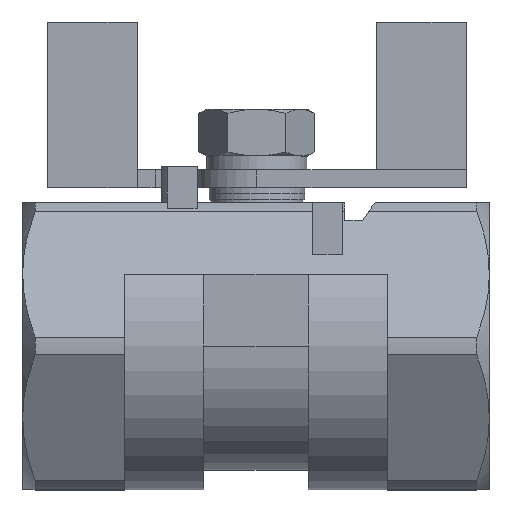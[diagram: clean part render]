
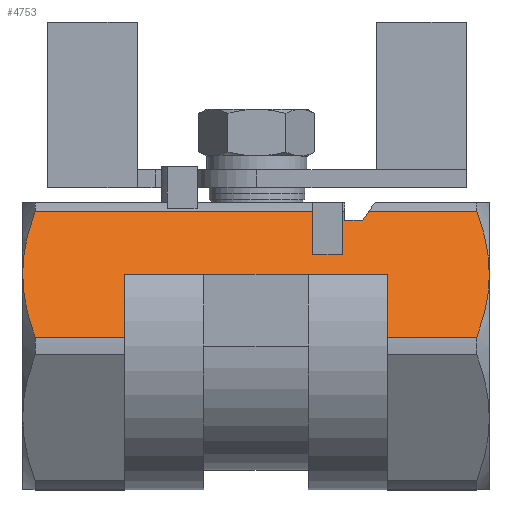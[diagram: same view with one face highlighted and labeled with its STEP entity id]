
A CAD part, top view. The second image highlights one B-rep face of the part: STEP entity #4753.
In plain terms, the highlighted planar face has unit normal (0, 0.5, 0.866).
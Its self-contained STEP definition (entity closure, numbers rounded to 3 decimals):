
#189=B_SPLINE_CURVE_WITH_KNOTS('',3,(#24225,#24226,#24227,#24228),
 .UNSPECIFIED.,.F.,.F.,(4,4),(0.,0.012),
 .UNSPECIFIED.);
#190=B_SPLINE_CURVE_WITH_KNOTS('',3,(#24233,#24234,#24235,#24236),
 .UNSPECIFIED.,.F.,.F.,(4,4),(0.,0.012),
 .UNSPECIFIED.);
#200=B_SPLINE_CURVE_WITH_KNOTS('',3,(#24284,#24285,#24286,#24287),
 .UNSPECIFIED.,.F.,.F.,(4,4),(0.,0.012),.UNSPECIFIED.);
#204=B_SPLINE_CURVE_WITH_KNOTS('',3,(#24329,#24330,#24331,#24332),
 .UNSPECIFIED.,.F.,.F.,(4,4),(0.,0.012),
 .UNSPECIFIED.);
#1871=ORIENTED_EDGE('',*,*,#2839,.F.);
#1872=ORIENTED_EDGE('',*,*,#2681,.T.);
#1873=ORIENTED_EDGE('',*,*,#2684,.T.);
#1874=ORIENTED_EDGE('',*,*,#2678,.T.);
#1875=ORIENTED_EDGE('',*,*,#2842,.F.);
#1876=ORIENTED_EDGE('',*,*,#2817,.T.);
#1877=ORIENTED_EDGE('',*,*,#2819,.T.);
#1878=ORIENTED_EDGE('',*,*,#2847,.F.);
#1879=ORIENTED_EDGE('',*,*,#2798,.T.);
#1880=ORIENTED_EDGE('',*,*,#2848,.T.);
#1881=ORIENTED_EDGE('',*,*,#2766,.T.);
#1882=ORIENTED_EDGE('',*,*,#2849,.T.);
#1883=ORIENTED_EDGE('',*,*,#2784,.F.);
#1884=ORIENTED_EDGE('',*,*,#2850,.F.);
#1885=ORIENTED_EDGE('',*,*,#2851,.T.);
#1886=ORIENTED_EDGE('',*,*,#2831,.T.);
#1887=ORIENTED_EDGE('',*,*,#2838,.F.);
#1888=ORIENTED_EDGE('',*,*,#2687,.F.);
#1889=ORIENTED_EDGE('',*,*,#2698,.F.);
#1890=ORIENTED_EDGE('',*,*,#2695,.F.);
#2678=EDGE_CURVE('',#3300,#3301,#3565,.T.);
#2681=EDGE_CURVE('',#3302,#3303,#3567,.T.);
#2684=EDGE_CURVE('',#3303,#3300,#3569,.T.);
#2687=EDGE_CURVE('',#3306,#3307,#3572,.T.);
#2695=EDGE_CURVE('',#3314,#3315,#3576,.T.);
#2698=EDGE_CURVE('',#3315,#3306,#3579,.T.);
#2766=EDGE_CURVE('',#3370,#3361,#3624,.T.);
#2784=EDGE_CURVE('',#3387,#3388,#3627,.T.);
#2798=EDGE_CURVE('',#3393,#3395,#3635,.T.);
#2817=EDGE_CURVE('',#3402,#3373,#189,.T.);
#2819=EDGE_CURVE('',#3373,#3403,#190,.T.);
#2831=EDGE_CURVE('',#3379,#3407,#200,.T.);
#2838=EDGE_CURVE('',#3307,#3407,#3645,.T.);
#2839=EDGE_CURVE('',#3302,#3314,#3646,.T.);
#2842=EDGE_CURVE('',#3402,#3301,#3649,.T.);
#2847=EDGE_CURVE('',#3393,#3403,#3654,.T.);
#2848=EDGE_CURVE('',#3395,#3370,#3655,.T.);
#2849=EDGE_CURVE('',#3361,#3388,#3656,.T.);
#2850=EDGE_CURVE('',#3410,#3387,#3657,.T.);
#2851=EDGE_CURVE('',#3410,#3379,#204,.T.);
#3300=VERTEX_POINT('',#23915);
#3301=VERTEX_POINT('',#23916);
#3302=VERTEX_POINT('',#23921);
#3303=VERTEX_POINT('',#23922);
#3306=VERTEX_POINT('',#23932);
#3307=VERTEX_POINT('',#23934);
#3314=VERTEX_POINT('',#23955);
#3315=VERTEX_POINT('',#23957);
#3361=VERTEX_POINT('',#24077);
#3370=VERTEX_POINT('',#24096);
#3373=VERTEX_POINT('',#24114);
#3379=VERTEX_POINT('',#24127);
#3387=VERTEX_POINT('',#24144);
#3388=VERTEX_POINT('',#24146);
#3393=VERTEX_POINT('',#24166);
#3395=VERTEX_POINT('',#24170);
#3402=VERTEX_POINT('',#24220);
#3403=VERTEX_POINT('',#24231);
#3407=VERTEX_POINT('',#24282);
#3410=VERTEX_POINT('',#24328);
#3565=LINE('',#23914,#3812);
#3567=LINE('',#23920,#3814);
#3569=LINE('',#23926,#3816);
#3572=LINE('',#23933,#3819);
#3576=LINE('',#23956,#3823);
#3579=LINE('',#23961,#3826);
#3624=LINE('',#24106,#3871);
#3627=LINE('',#24145,#3874);
#3635=LINE('',#24171,#3882);
#3645=LINE('',#24311,#3892);
#3646=LINE('',#24313,#3893);
#3649=LINE('',#24316,#3896);
#3654=LINE('',#24324,#3901);
#3655=LINE('',#24325,#3902);
#3656=LINE('',#24326,#3903);
#3657=LINE('',#24327,#3904);
#3812=VECTOR('',#5721,1000.);
#3814=VECTOR('',#5727,1000.);
#3816=VECTOR('',#5733,1000.);
#3819=VECTOR('',#5738,1000.);
#3823=VECTOR('',#5748,1000.);
#3826=VECTOR('',#5753,1000.);
#3871=VECTOR('',#5888,1000.);
#3874=VECTOR('',#5929,1000.);
#3882=VECTOR('',#5957,1000.);
#3892=VECTOR('',#6023,1000.);
#3893=VECTOR('',#6026,1000.);
#3896=VECTOR('',#6029,1000.);
#3901=VECTOR('',#6040,1000.);
#3902=VECTOR('',#6041,1000.);
#3903=VECTOR('',#6042,1000.);
#3904=VECTOR('',#6043,1000.);
#4147=EDGE_LOOP('',(#1871,#1872,#1873,#1874,#1875,#1876,#1877,#1878,#1879,
#1880,#1881,#1882,#1883,#1884,#1885,#1886,#1887,#1888,#1889,#1890));
#4412=FACE_BOUND('',#4147,.T.);
#4537=PLANE('',#5161);
#4753=ADVANCED_FACE('',(#4412),#4537,.F.);
#5161=AXIS2_PLACEMENT_3D('',#24323,#6038,#6039);
#5721=DIRECTION('',(0.,0.866,-0.5));
#5727=DIRECTION('',(0.,-0.866,0.5));
#5733=DIRECTION('',(-1.,0.,0.));
#5738=DIRECTION('',(0.518,0.741,-0.428));
#5748=DIRECTION('',(0.,-0.866,0.5));
#5753=DIRECTION('',(1.,0.,0.));
#5888=DIRECTION('',(1.,0.,0.));
#5929=DIRECTION('',(0.,0.866,-0.5));
#5957=DIRECTION('',(0.,0.866,-0.5));
#6023=DIRECTION('',(1.,0.,0.));
#6026=DIRECTION('',(1.,0.,0.));
#6029=DIRECTION('',(1.,0.,0.));
#6038=DIRECTION('',(0.,-0.5,-0.866));
#6039=DIRECTION('',(0.,-0.866,0.5));
#6040=DIRECTION('',(-1.,0.,0.));
#6041=DIRECTION('',(1.,0.,0.));
#6042=DIRECTION('',(1.,0.,0.));
#6043=DIRECTION('',(-1.,0.,0.));
#23914=CARTESIAN_POINT('',(9.3,0.,27.713));
#23915=CARTESIAN_POINT('',(9.3,15.34,18.856));
#23916=CARTESIAN_POINT('',(9.3,22.522,14.71));
#23920=CARTESIAN_POINT('',(14.3,0.,27.713));
#23921=CARTESIAN_POINT('',(14.3,22.522,14.71));
#23922=CARTESIAN_POINT('',(14.3,15.34,18.856));
#23926=CARTESIAN_POINT('',(-39.15,15.34,18.856));
#23932=CARTESIAN_POINT('',(17.65,21.,15.588));
#23933=CARTESIAN_POINT('',(-8.364,-16.163,37.044));
#23934=CARTESIAN_POINT('',(18.715,22.522,14.71));
#23955=CARTESIAN_POINT('',(14.65,22.522,14.71));
#23956=CARTESIAN_POINT('',(14.65,0.,27.713));
#23957=CARTESIAN_POINT('',(14.65,21.,15.588));
#23961=CARTESIAN_POINT('',(-39.15,21.,15.588));
#24077=CARTESIAN_POINT('',(8.6,12.,20.785));
#24096=CARTESIAN_POINT('',(-8.9,12.,20.785));
#24106=CARTESIAN_POINT('',(-8.9,12.,20.785));
#24114=CARTESIAN_POINT('',(-39.15,12.,20.785));
#24127=CARTESIAN_POINT('',(38.85,12.,20.785));
#24144=CARTESIAN_POINT('',(21.85,1.478,26.859));
#24145=CARTESIAN_POINT('',(21.85,0.,27.713));
#24146=CARTESIAN_POINT('',(21.85,12.,20.785));
#24166=CARTESIAN_POINT('',(-22.15,1.478,26.859));
#24170=CARTESIAN_POINT('',(-22.15,12.,20.785));
#24171=CARTESIAN_POINT('',(-22.15,0.,27.713));
#24220=CARTESIAN_POINT('',(-37.079,22.522,14.71));
#24225=CARTESIAN_POINT('',(-37.079,22.522,14.71));
#24226=CARTESIAN_POINT('',(-38.353,19.101,16.685));
#24227=CARTESIAN_POINT('',(-39.15,15.609,18.701));
#24228=CARTESIAN_POINT('',(-39.15,12.,20.785));
#24231=CARTESIAN_POINT('',(-37.079,1.478,26.859));
#24233=CARTESIAN_POINT('',(-39.15,12.,20.785));
#24234=CARTESIAN_POINT('',(-39.15,8.391,22.868));
#24235=CARTESIAN_POINT('',(-38.353,4.899,24.884));
#24236=CARTESIAN_POINT('',(-37.079,1.478,26.859));
#24282=CARTESIAN_POINT('',(36.779,22.522,14.71));
#24284=CARTESIAN_POINT('',(38.85,12.,20.785));
#24285=CARTESIAN_POINT('',(38.85,15.609,18.701));
#24286=CARTESIAN_POINT('',(38.053,19.101,16.685));
#24287=CARTESIAN_POINT('',(36.779,22.522,14.71));
#24311=CARTESIAN_POINT('',(60.85,22.522,14.71));
#24313=CARTESIAN_POINT('',(60.85,22.522,14.71));
#24316=CARTESIAN_POINT('',(60.85,22.522,14.71));
#24323=CARTESIAN_POINT('',(-39.15,0.,27.713));
#24324=CARTESIAN_POINT('',(60.85,1.478,26.859));
#24325=CARTESIAN_POINT('',(-22.15,12.,20.785));
#24326=CARTESIAN_POINT('',(-22.15,12.,20.785));
#24327=CARTESIAN_POINT('',(60.85,1.478,26.859));
#24328=CARTESIAN_POINT('',(36.779,1.478,26.859));
#24329=CARTESIAN_POINT('',(36.779,1.478,26.859));
#24330=CARTESIAN_POINT('',(38.053,4.899,24.884));
#24331=CARTESIAN_POINT('',(38.85,8.391,22.868));
#24332=CARTESIAN_POINT('',(38.85,12.,20.785));
